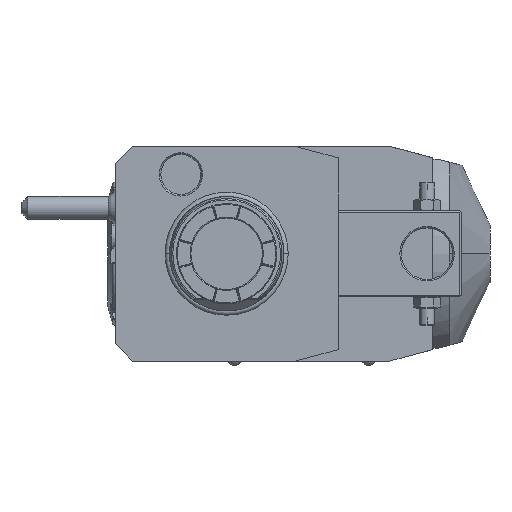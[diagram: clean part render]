
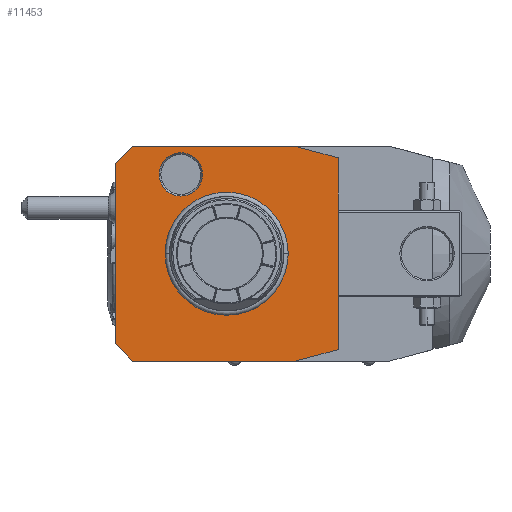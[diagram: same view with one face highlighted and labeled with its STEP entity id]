
A CAD part, front view. The second image highlights one B-rep face of the part: STEP entity #11453.
In plain terms, the highlighted planar face has unit normal (0, -1, 0).
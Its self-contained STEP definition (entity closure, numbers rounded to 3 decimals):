
#347=DIRECTION('',(1.,0.,0.));
#348=VECTOR('',#347,57.);
#349=CARTESIAN_POINT('',(-33.,0.,-37.5));
#350=LINE('',#349,#348);
#351=DIRECTION('',(0.707,0.,-0.707));
#352=VECTOR('',#351,8.485);
#353=CARTESIAN_POINT('',(-39.,0.,-31.5));
#354=LINE('',#353,#352);
#355=DIRECTION('',(0.,0.,-1.));
#356=VECTOR('',#355,63.);
#357=CARTESIAN_POINT('',(-39.,0.,31.5));
#358=LINE('',#357,#356);
#359=DIRECTION('',(-0.707,0.,-0.707));
#360=VECTOR('',#359,8.485);
#361=CARTESIAN_POINT('',(-33.,0.,37.5));
#362=LINE('',#361,#360);
#363=DIRECTION('',(-1.,0.,0.));
#364=VECTOR('',#363,57.);
#365=CARTESIAN_POINT('',(24.,0.,37.5));
#366=LINE('',#365,#364);
#367=DIRECTION('',(-0.966,0.,0.259));
#368=VECTOR('',#367,15.529);
#369=CARTESIAN_POINT('',(39.,0.,33.481));
#370=LINE('',#369,#368);
#371=DIRECTION('',(0.,0.,1.));
#372=VECTOR('',#371,66.962);
#373=CARTESIAN_POINT('',(39.,0.,-33.481));
#374=LINE('',#373,#372);
#375=DIRECTION('',(0.966,0.,0.259));
#376=VECTOR('',#375,15.529);
#377=CARTESIAN_POINT('',(24.,0.,-37.5));
#378=LINE('',#377,#376);
#379=CARTESIAN_POINT('',(-16.,0.,27.713));
#380=DIRECTION('',(0.,1.,0.));
#381=DIRECTION('',(1.,0.,0.));
#382=AXIS2_PLACEMENT_3D('',#379,#380,#381);
#384=CARTESIAN_POINT('',(-16.,0.,27.713));
#385=DIRECTION('',(0.,1.,0.));
#386=DIRECTION('',(-1.,0.,0.));
#387=AXIS2_PLACEMENT_3D('',#384,#385,#386);
#3262=CARTESIAN_POINT('',(0.,0.,0.));
#3263=DIRECTION('',(0.,-1.,0.));
#3264=DIRECTION('',(1.,0.,0.));
#3265=AXIS2_PLACEMENT_3D('',#3262,#3263,#3264);
#3267=CARTESIAN_POINT('',(0.,0.,0.));
#3268=DIRECTION('',(0.,-1.,0.));
#3269=DIRECTION('',(-1.,0.,0.));
#3270=AXIS2_PLACEMENT_3D('',#3267,#3268,#3269);
#10034=CARTESIAN_POINT('',(-8.423,0.,27.713));
#10035=CARTESIAN_POINT('',(-23.577,0.,27.713));
#10036=VERTEX_POINT('',#10034);
#10037=VERTEX_POINT('',#10035);
#10931=CARTESIAN_POINT('',(-33.,0.,-37.5));
#10932=CARTESIAN_POINT('',(24.,0.,-37.5));
#10933=VERTEX_POINT('',#10931);
#10934=VERTEX_POINT('',#10932);
#10935=CARTESIAN_POINT('',(39.,0.,-33.481));
#10936=VERTEX_POINT('',#10935);
#10937=CARTESIAN_POINT('',(39.,0.,33.481));
#10938=VERTEX_POINT('',#10937);
#10939=CARTESIAN_POINT('',(24.,0.,37.5));
#10940=VERTEX_POINT('',#10939);
#10941=CARTESIAN_POINT('',(-33.,0.,37.5));
#10942=VERTEX_POINT('',#10941);
#10943=CARTESIAN_POINT('',(-39.,0.,31.5));
#10944=VERTEX_POINT('',#10943);
#10945=CARTESIAN_POINT('',(-39.,0.,-31.5));
#10946=VERTEX_POINT('',#10945);
#10983=CARTESIAN_POINT('',(21.137,0.,0.));
#10984=CARTESIAN_POINT('',(-21.137,0.,0.));
#10985=VERTEX_POINT('',#10983);
#10986=VERTEX_POINT('',#10984);
#11421=CARTESIAN_POINT('',(0.,0.,0.));
#11422=DIRECTION('',(0.,-1.,0.));
#11423=DIRECTION('',(-1.,0.,0.));
#11424=AXIS2_PLACEMENT_3D('',#11421,#11422,#11423);
#11425=PLANE('',#11424);
#11426=ORIENTED_EDGE('',*,*,#11369,.F.);
#11428=ORIENTED_EDGE('',*,*,#11427,.F.);
#11430=ORIENTED_EDGE('',*,*,#11429,.F.);
#11432=ORIENTED_EDGE('',*,*,#11431,.F.);
#11433=ORIENTED_EDGE('',*,*,#11260,.F.);
#11435=ORIENTED_EDGE('',*,*,#11434,.F.);
#11437=ORIENTED_EDGE('',*,*,#11436,.F.);
#11438=ORIENTED_EDGE('',*,*,#11413,.F.);
#11439=EDGE_LOOP('',(#11426,#11428,#11430,#11432,#11433,#11435,#11437,#11438));
#11440=FACE_OUTER_BOUND('',#11439,.F.);
#11442=ORIENTED_EDGE('',*,*,#11441,.T.);
#11444=ORIENTED_EDGE('',*,*,#11443,.T.);
#11445=EDGE_LOOP('',(#11442,#11444));
#11446=FACE_BOUND('',#11445,.F.);
#11448=ORIENTED_EDGE('',*,*,#11447,.F.);
#11450=ORIENTED_EDGE('',*,*,#11449,.F.);
#11451=EDGE_LOOP('',(#11448,#11450));
#11452=FACE_BOUND('',#11451,.F.);
#383=CIRCLE('',#382,7.577);
#388=CIRCLE('',#387,7.577);
#3266=CIRCLE('',#3265,21.137);
#3271=CIRCLE('',#3270,21.137);
#11260=EDGE_CURVE('',#10940,#10942,#366,.T.);
#11369=EDGE_CURVE('',#10933,#10934,#350,.T.);
#11413=EDGE_CURVE('',#10934,#10936,#378,.T.);
#11427=EDGE_CURVE('',#10946,#10933,#354,.T.);
#11429=EDGE_CURVE('',#10944,#10946,#358,.T.);
#11431=EDGE_CURVE('',#10942,#10944,#362,.T.);
#11434=EDGE_CURVE('',#10938,#10940,#370,.T.);
#11436=EDGE_CURVE('',#10936,#10938,#374,.T.);
#11441=EDGE_CURVE('',#10985,#10986,#3266,.T.);
#11443=EDGE_CURVE('',#10986,#10985,#3271,.T.);
#11447=EDGE_CURVE('',#10036,#10037,#383,.T.);
#11449=EDGE_CURVE('',#10037,#10036,#388,.T.);
#11453=ADVANCED_FACE('',(#11440,#11446,#11452),#11425,.T.);
